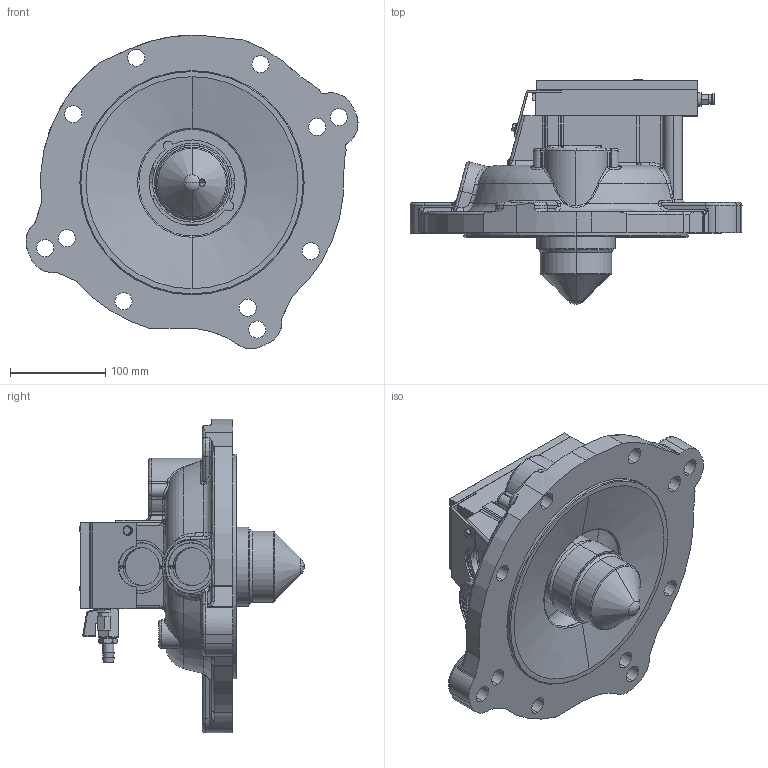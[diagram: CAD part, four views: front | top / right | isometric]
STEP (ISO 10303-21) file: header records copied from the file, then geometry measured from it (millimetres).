
FILE_DESCRIPTION (( 'STEP AP214' ), '1' );
FILE_NAME ('FHP-D_23696.STEP', '2013-07-30T06:12:06', ( 'Admin2' ), ( '' ), 'SwSTEP 2.0', 'SolidWorks 2010', '' );
FILE_SCHEMA (( 'AUTOMOTIVE_DESIGN' ));
Length unit declared in the file: millimetre
Products named in the file (1): FHP-D_23696
Bounding box: 349.09 x 236 x 329.58 mm (x, y, z)
Surface area: 414004.5 mm2 (no closed solid volume)
Topology: 0 solids, 48 shells, 808 faces, 2367 edges, 1562 vertices
Faces by surface type: cylinder 262, plane 232, bspline 113, torus 106, cone 85, sphere 10
Entity records: 43418 total; most frequent: CARTESIAN_POINT 14129, DIRECTION 4189, ORIENTED_EDGE 4028, EDGE_CURVE 2340, AXIS2_PLACEMENT_3D 1670, VERTEX_POINT 1562, CIRCLE 974, EDGE_LOOP 941
